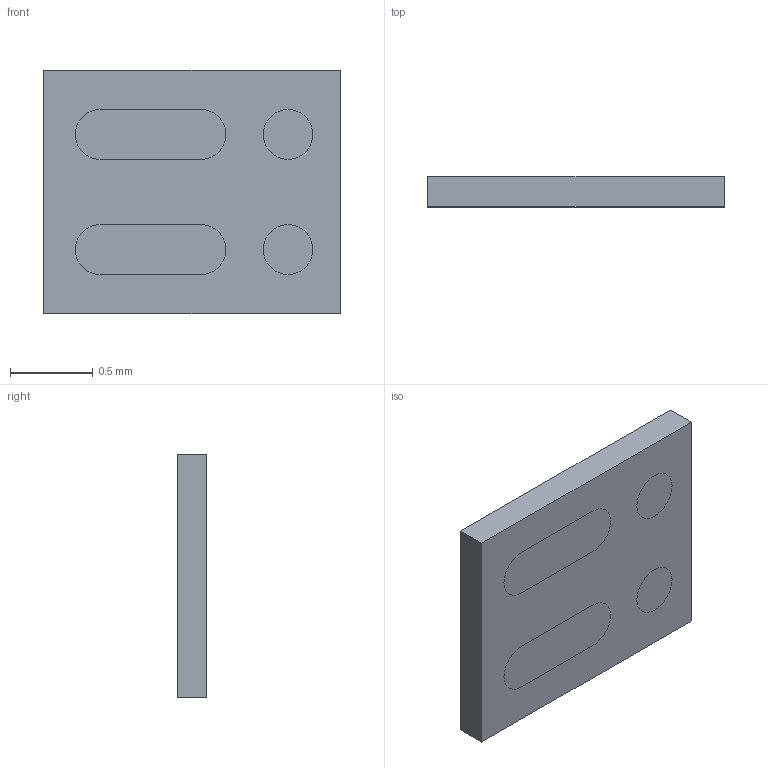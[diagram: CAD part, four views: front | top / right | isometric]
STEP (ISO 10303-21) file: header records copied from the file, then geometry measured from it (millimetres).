
FILE_DESCRIPTION(/* description */ ('Unknown'),/* implementation_level */ '2;1');
FILE_NAME(/* name */ 'X4-DSN1815-4',/* time_stamp */ '2023-04-11T09:12:40+08:00',/* author */ ('Unknown'),/* organization */ ('Unknown'),/* preprocessor_version */ 'ST-DEVELOPER v18.102',/* originating_system */ 'Solid Edge',/* authorisation */ 'Unknown');
FILE_SCHEMA (('AUTOMOTIVE_DESIGN {1 0 10303 214 3 1 1}'));
Length unit declared in the file: millimetre
Products named in the file (3): X4-DSN1815-4; Compound; pin
Assembly tree (2 placements, depth 2):
  X4-DSN1815-4
    Compound
    pin
Bounding box: 1.79 x 0.18 x 1.47 mm (x, y, z)
Volume: 0.5 mm3; surface area: 8 mm2
Topology: 5 solids, 5 shells, 38 faces, 74 edges, 50 vertices
Faces by surface type: plane 26, cylinder 12
Full cylindrical faces by diameter (mm): 0.3 x4
Entity records: 1031 total; most frequent: DIRECTION 174, CARTESIAN_POINT 157, ORIENTED_EDGE 136, EDGE_CURVE 68, AXIS2_PLACEMENT_3D 65, VERTEX_POINT 48, EDGE_LOOP 46, FACE_BOUND 46
